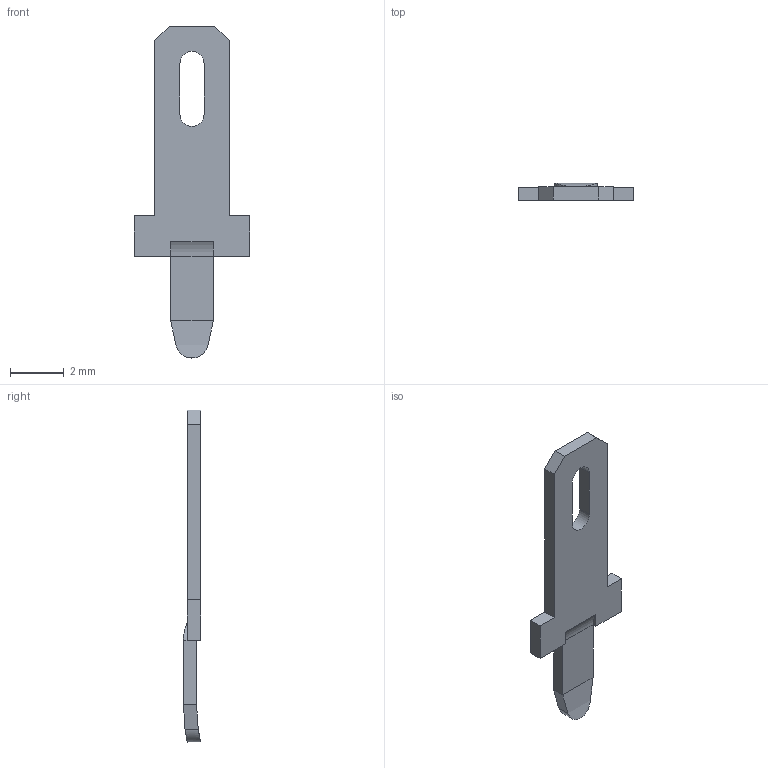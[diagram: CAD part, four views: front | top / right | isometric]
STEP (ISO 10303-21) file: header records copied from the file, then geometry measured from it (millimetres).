
FILE_DESCRIPTION((''),'2;1');
FILE_NAME('C-735187-2','2016-10-04T',('workeradm'),('Tyco Electronics Ltd.'),'CREO PARAMETRIC BY PTC INC, 2016050','CREO PARAMETRIC BY PTC INC, 2016050','');
FILE_SCHEMA(('AUTOMOTIVE_DESIGN { 1 0 10303 214 1 1 1 1 }'));
Length unit declared in the file: millimetre
Products named in the file (1): C-735187-2
Bounding box: 4.3 x 0.64 x 12.41 mm (x, y, z)
Volume: 14.6 mm3; surface area: 78 mm2
Topology: 1 solids, 1 shells, 32 faces, 77 edges, 47 vertices
Faces by surface type: plane 23, cylinder 9
Entity records: 994 total; most frequent: CARTESIAN_POINT 215, ORIENTED_EDGE 154, DIRECTION 141, EDGE_CURVE 77, VECTOR 61, LINE 61, VERTEX_POINT 47, AXIS2_PLACEMENT_3D 40
